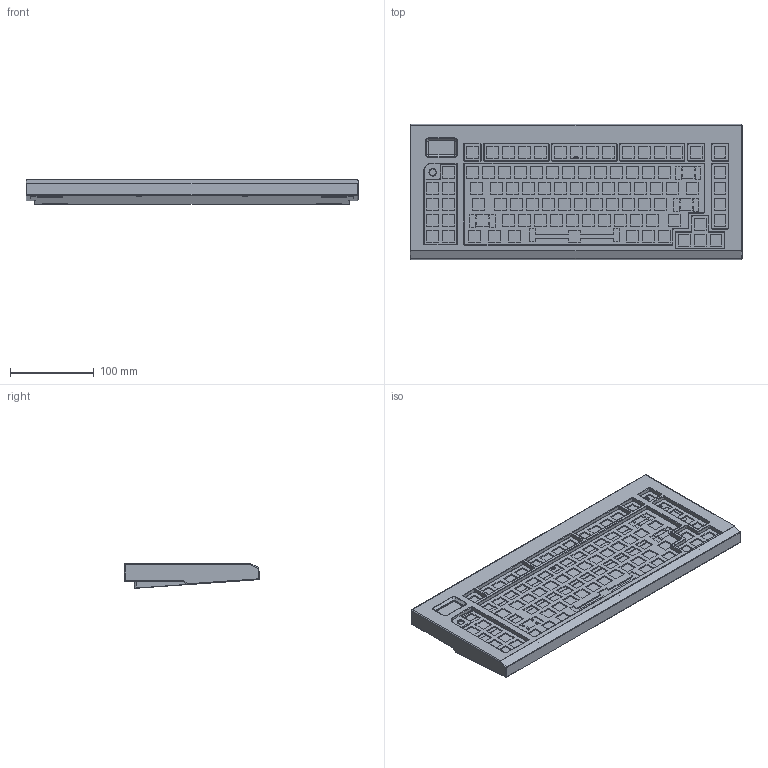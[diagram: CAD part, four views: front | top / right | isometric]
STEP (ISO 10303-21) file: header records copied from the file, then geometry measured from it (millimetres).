
FILE_DESCRIPTION(('FreeCAD Model'),'2;1');
FILE_NAME('Open CASCADE Shape Model','2023-08-14T10:37:51',('Author'),( ''),'Open CASCADE STEP processor 7.6','FreeCAD','Unknown');
FILE_SCHEMA(('AUTOMOTIVE_DESIGN { 1 0 10303 214 1 1 1 1 }'));
Length unit declared in the file: millimetre
Products named in the file (9): QCK___Copy; top_case; Body; topmountplate; Body022; bottom_case; Body025; weight; Body028
Assembly tree (8 placements, depth 3):
  QCK___Copy
    top_case
      Body
    topmountplate
      Body022
    bottom_case
      Body025
    weight
      Body028
Bounding box: 395.86 x 161.05 x 29.42 mm (x, y, z)
Volume: 680084 mm3; surface area: 334740.7 mm2
Topology: 4 solids, 4 shells, 1698 faces, 4260 edges, 2592 vertices
Faces by surface type: cylinder 578, extrusion 480, plane 333, torus 257, bspline 36, sphere 10, cone 4
Full cylindrical faces by diameter (mm): 1.6 x6, 2.2 x6, 2.5 x14, 3 x1, 3.2 x13, 6 x6, 8 x1, 9.9 x6, 10 x6
Entity records: 53023 total; most frequent: CARTESIAN_POINT 13267, ORIENTED_EDGE 8490, DIRECTION 7395, EDGE_CURVE 4245, VERTEX_POINT 2592, AXIS2_PLACEMENT_3D 2541, VECTOR 2313, FACE_BOUND 2007
